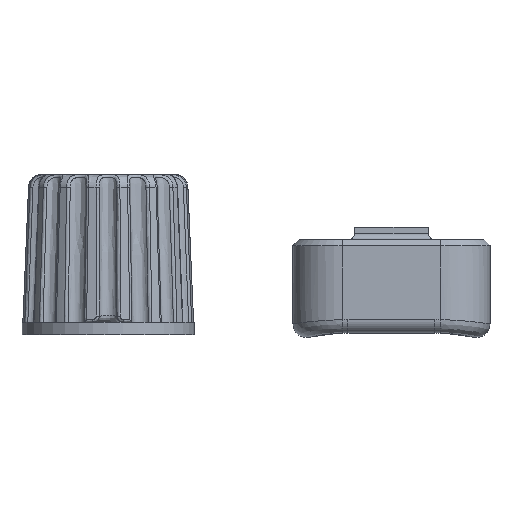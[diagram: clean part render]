
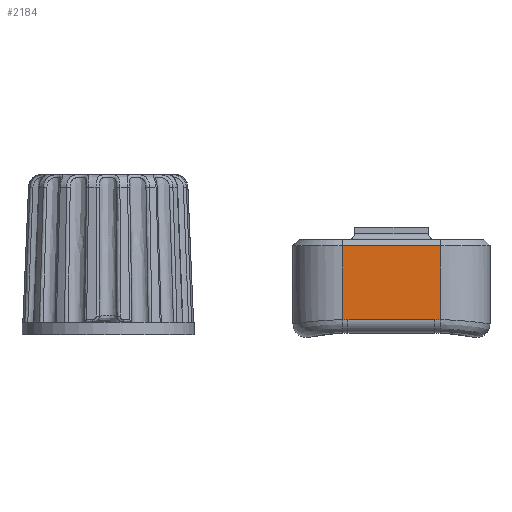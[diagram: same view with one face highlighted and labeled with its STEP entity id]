
A CAD part, left-side view. The second image highlights one B-rep face of the part: STEP entity #2184.
In plain terms, the highlighted face is planar.
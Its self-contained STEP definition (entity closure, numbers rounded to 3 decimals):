
#361=CIRCLE('',#2373,16.35);
#362=CIRCLE('',#2374,16.35);
#430=PLANE('',#2372);
#468=FACE_OUTER_BOUND('',#616,.T.);
#616=EDGE_LOOP('',(#1558,#1559,#1560,#1561,#1562,#1563));
#765=LINE('',#2914,#838);
#780=LINE('',#2961,#853);
#793=LINE('',#2994,#866);
#794=LINE('',#2998,#867);
#838=VECTOR('',#2541,10.);
#853=VECTOR('',#2586,10.);
#866=VECTOR('',#2611,10.);
#867=VECTOR('',#2614,10.);
#910=VERTEX_POINT('',#2906);
#912=VERTEX_POINT('',#2912);
#924=VERTEX_POINT('',#2960);
#933=VERTEX_POINT('',#2993);
#934=VERTEX_POINT('',#2995);
#935=VERTEX_POINT('',#2997);
#1130=EDGE_CURVE('',#912,#910,#765,.T.);
#1151=EDGE_CURVE('',#910,#924,#780,.T.);
#1165=EDGE_CURVE('',#933,#912,#793,.T.);
#1166=EDGE_CURVE('',#934,#933,#361,.T.);
#1167=EDGE_CURVE('',#935,#934,#794,.T.);
#1168=EDGE_CURVE('',#924,#935,#362,.T.);
#1558=ORIENTED_EDGE('',*,*,#1130,.F.);
#1559=ORIENTED_EDGE('',*,*,#1165,.F.);
#1560=ORIENTED_EDGE('',*,*,#1166,.F.);
#1561=ORIENTED_EDGE('',*,*,#1167,.F.);
#1562=ORIENTED_EDGE('',*,*,#1168,.F.);
#1563=ORIENTED_EDGE('',*,*,#1151,.F.);
#2184=ADVANCED_FACE('',(#468),#430,.T.);
#2372=AXIS2_PLACEMENT_3D('',#2992,#2609,#2610);
#2373=AXIS2_PLACEMENT_3D('',#2996,#2612,#2613);
#2374=AXIS2_PLACEMENT_3D('',#2999,#2615,#2616);
#2541=DIRECTION('',(0.,-1.,0.));
#2586=DIRECTION('',(0.,0.,1.));
#2609=DIRECTION('center_axis',(1.,0.,0.));
#2610=DIRECTION('ref_axis',(0.,1.,0.));
#2611=DIRECTION('',(0.,0.,-1.));
#2612=DIRECTION('center_axis',(1.,0.,0.));
#2613=DIRECTION('ref_axis',(0.,0.015,-1.));
#2614=DIRECTION('',(0.,1.,0.));
#2615=DIRECTION('center_axis',(1.,0.,0.));
#2616=DIRECTION('ref_axis',(0.,-0.015,-1.));
#2906=CARTESIAN_POINT('',(5.,-4.,1.5));
#2912=CARTESIAN_POINT('',(5.,4.,1.5));
#2914=CARTESIAN_POINT('',(5.,-4.,1.5));
#2960=CARTESIAN_POINT('',(5.,-4.,7.507));
#2961=CARTESIAN_POINT('',(5.,-4.,0.));
#2992=CARTESIAN_POINT('Origin',(5.,-8.,0.));
#2993=CARTESIAN_POINT('',(5.,4.,7.507));
#2994=CARTESIAN_POINT('',(5.,4.,0.));
#2995=CARTESIAN_POINT('',(5.,3.53,7.5));
#2996=CARTESIAN_POINT('Origin',(5.,3.53,23.85));
#2997=CARTESIAN_POINT('',(5.,-3.53,7.5));
#2998=CARTESIAN_POINT('',(5.,-7.5,7.5));
#2999=CARTESIAN_POINT('Origin',(5.,-3.53,23.85));
